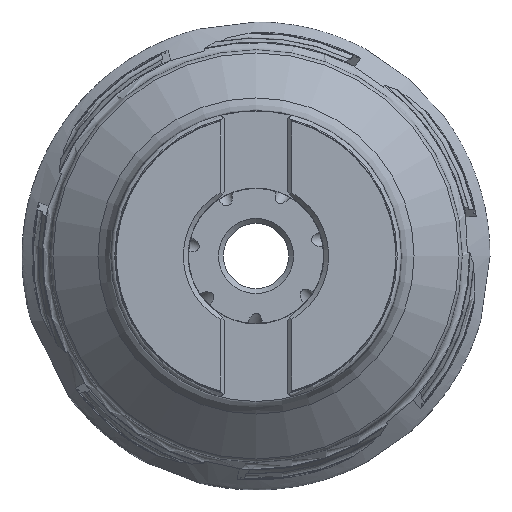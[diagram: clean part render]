
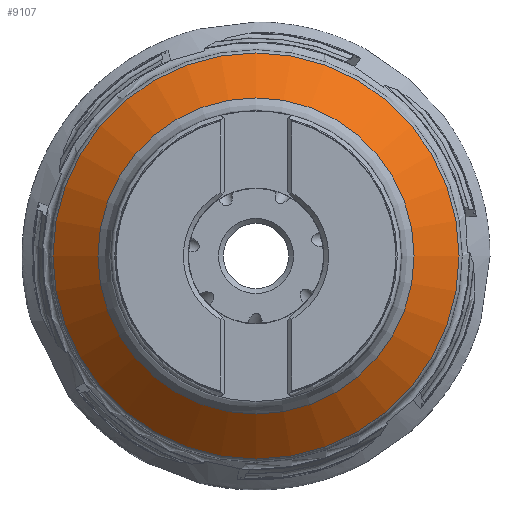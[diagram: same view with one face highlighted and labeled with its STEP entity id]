
A CAD part, left-side view. The second image highlights one B-rep face of the part: STEP entity #9107.
In plain terms, the highlighted conical face has half-angle 47.193 degrees and reference radius 40.545 mm.
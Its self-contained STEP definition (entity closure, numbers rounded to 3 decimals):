
#23 = CARTESIAN_POINT ( 'NONE',  ( -31.478, 0., -31.564 ) ) ;
#118 = FACE_OUTER_BOUND ( 'NONE', #4409, .T. ) ;
#449 = CIRCLE ( 'NONE', #5071, 40.545 ) ;
#996 = EDGE_CURVE ( 'NONE', #5906, #5906, #449, .T. ) ;
#1194 = VERTEX_POINT ( 'NONE', #23 ) ;
#1369 = CARTESIAN_POINT ( 'NONE',  ( -23.159, 0., 0. ) ) ;
#2839 = CARTESIAN_POINT ( 'NONE',  ( -23.159, 0., 0. ) ) ;
#2949 = DIRECTION ( 'NONE',  ( 1., 0., 0. ) ) ;
#3329 = CIRCLE ( 'NONE', #7478, 31.564 ) ;
#3588 = CARTESIAN_POINT ( 'NONE',  ( -31.478, 0., 0. ) ) ;
#3628 = DIRECTION ( 'NONE',  ( 0., 0., -1. ) ) ;
#3829 = CONICAL_SURFACE ( 'NONE', #9885, 40.545, 0.824 ) ;
#4072 = FACE_BOUND ( 'NONE', #8612, .T. ) ;
#4375 = DIRECTION ( 'NONE',  ( 0., 0., -1. ) ) ;
#4409 = EDGE_LOOP ( 'NONE', ( #7891 ) ) ;
#5019 = EDGE_CURVE ( 'NONE', #1194, #1194, #3329, .T. ) ;
#5071 = AXIS2_PLACEMENT_3D ( 'NONE', #2839, #8393, #3628 ) ;
#5508 = CARTESIAN_POINT ( 'NONE',  ( -23.159, 0., -40.545 ) ) ;
#5511 = ORIENTED_EDGE ( 'NONE', *, *, #5019, .T. ) ;
#5906 = VERTEX_POINT ( 'NONE', #5508 ) ;
#6907 = DIRECTION ( 'NONE',  ( 0., 0., -1. ) ) ;
#7478 = AXIS2_PLACEMENT_3D ( 'NONE', #3588, #9122, #4375 ) ;
#7891 = ORIENTED_EDGE ( 'NONE', *, *, #996, .F. ) ;
#8393 = DIRECTION ( 'NONE',  ( 1., 0., 0. ) ) ;
#8612 = EDGE_LOOP ( 'NONE', ( #5511 ) ) ;
#9107 = ADVANCED_FACE ( 'NONE', ( #4072, #118 ), #3829, .T. ) ;
#9122 = DIRECTION ( 'NONE',  ( 1., 0., 0. ) ) ;
#9885 = AXIS2_PLACEMENT_3D ( 'NONE', #1369, #2949, #6907 ) ;
